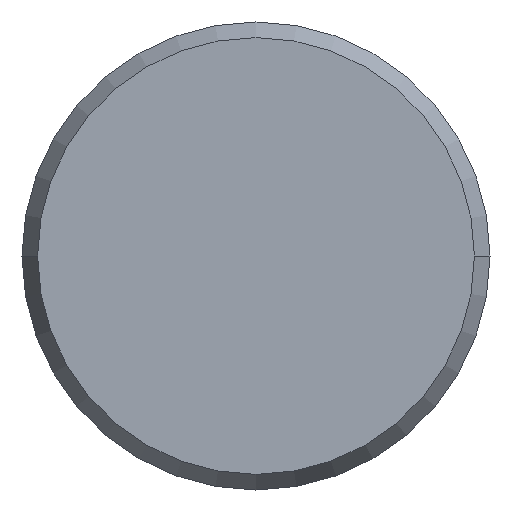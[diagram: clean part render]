
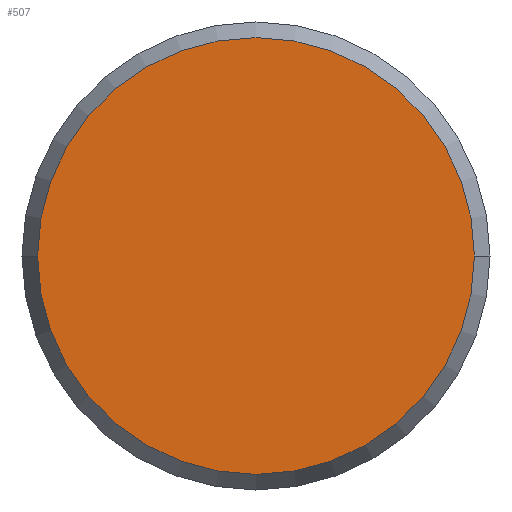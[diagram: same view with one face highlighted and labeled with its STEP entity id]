
A CAD part, front view. The second image highlights one B-rep face of the part: STEP entity #507.
In plain terms, the highlighted planar face has unit normal (0, -1, 0).
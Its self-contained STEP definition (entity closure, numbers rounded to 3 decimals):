
#103=CARTESIAN_POINT('',(0.,-50.,0.));
#104=DIRECTION('',(0.,1.,0.));
#105=DIRECTION('',(-1.,0.,0.));
#106=AXIS2_PLACEMENT_3D('',#103,#104,#105);
#108=CARTESIAN_POINT('',(0.,-50.,0.));
#109=DIRECTION('',(0.,-1.,0.));
#110=DIRECTION('',(-1.,0.,0.));
#111=AXIS2_PLACEMENT_3D('',#108,#109,#110);
#294=CARTESIAN_POINT('',(-14.,-50.,0.));
#295=VERTEX_POINT('',#294);
#298=CARTESIAN_POINT('',(14.,-50.,0.));
#299=VERTEX_POINT('',#298);
#498=CARTESIAN_POINT('',(0.,-50.,0.));
#499=DIRECTION('',(0.,-1.,0.));
#500=DIRECTION('',(1.,0.,0.));
#501=AXIS2_PLACEMENT_3D('',#498,#499,#500);
#502=PLANE('',#501);
#503=ORIENTED_EDGE('',*,*,#466,.T.);
#504=ORIENTED_EDGE('',*,*,#484,.F.);
#505=EDGE_LOOP('',(#503,#504));
#506=FACE_OUTER_BOUND('',#505,.F.);
#507=ADVANCED_FACE('',(#506),#502,.T.);
#107=CIRCLE('',#106,14.);
#112=CIRCLE('',#111,14.);
#466=EDGE_CURVE('',#295,#299,#107,.T.);
#484=EDGE_CURVE('',#295,#299,#112,.T.);
